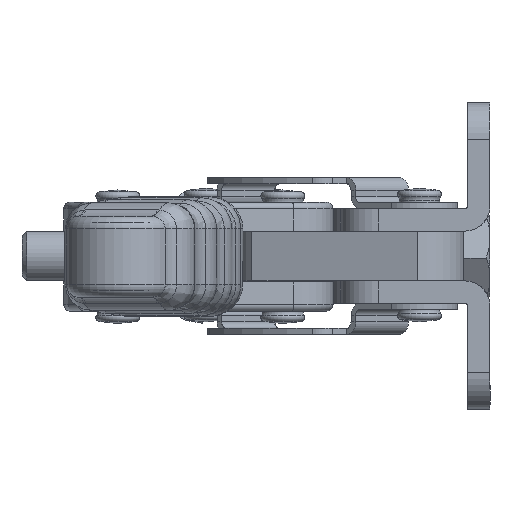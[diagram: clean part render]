
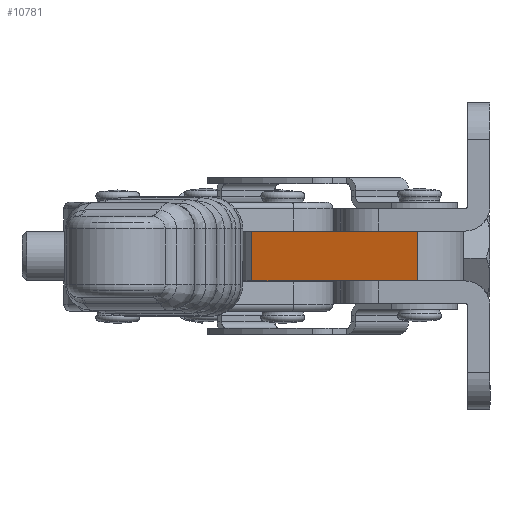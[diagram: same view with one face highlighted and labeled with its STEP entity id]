
A CAD part, left-side view. The second image highlights one B-rep face of the part: STEP entity #10781.
In plain terms, the highlighted planar face has unit normal (-0.956, 0.295, 0).
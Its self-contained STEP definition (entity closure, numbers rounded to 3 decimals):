
#673=PLANE('',#11842);
#1181=LINE('',#18161,#1933);
#1182=LINE('',#18167,#1934);
#1185=LINE('',#18174,#1937);
#1186=LINE('',#18176,#1938);
#1933=VECTOR('',#13656,27.946);
#1934=VECTOR('',#13663,27.946);
#1937=VECTOR('',#13672,7.938);
#1938=VECTOR('',#13675,7.938);
#2726=FACE_OUTER_BOUND('',#3417,.T.);
#3417=EDGE_LOOP('',(#8318,#8319,#8320,#8321));
#4880=VERTEX_POINT('',#18158);
#4881=VERTEX_POINT('',#18160);
#4882=VERTEX_POINT('',#18164);
#4883=VERTEX_POINT('',#18166);
#6099=EDGE_CURVE('',#4881,#4880,#1181,.T.);
#6102=EDGE_CURVE('',#4883,#4882,#1182,.T.);
#6106=EDGE_CURVE('',#4880,#4883,#1185,.T.);
#6107=EDGE_CURVE('',#4881,#4882,#1186,.T.);
#8318=ORIENTED_EDGE('',*,*,#6102,.T.);
#8319=ORIENTED_EDGE('',*,*,#6107,.F.);
#8320=ORIENTED_EDGE('',*,*,#6099,.T.);
#8321=ORIENTED_EDGE('',*,*,#6106,.T.);
#10781=ADVANCED_FACE('',(#2726),#673,.T.);
#11842=AXIS2_PLACEMENT_3D('',#18175,#13673,#13674);
#13656=DIRECTION('',(-0.295,-0.955,0.));
#13663=DIRECTION('',(0.295,0.955,0.));
#13672=DIRECTION('',(0.,0.,1.));
#13673=DIRECTION('center_axis',(-0.955,0.295,0.));
#13674=DIRECTION('ref_axis',(0.,0.,
-1.));
#13675=DIRECTION('',(0.,0.,1.));
#18158=CARTESIAN_POINT('',(-34.23,0.306,3.6));
#18160=CARTESIAN_POINT('',(-25.985,27.009,3.6));
#18161=CARTESIAN_POINT('',(-25.985,27.009,3.6));
#18164=CARTESIAN_POINT('',(-25.985,27.009,11.538));
#18166=CARTESIAN_POINT('',(-34.23,0.306,11.538));
#18167=CARTESIAN_POINT('',(-34.23,0.306,11.538));
#18174=CARTESIAN_POINT('',(-34.23,0.306,3.6));
#18175=CARTESIAN_POINT('Origin',(-34.23,0.306,7.569));
#18176=CARTESIAN_POINT('',(-25.985,27.009,3.6));
